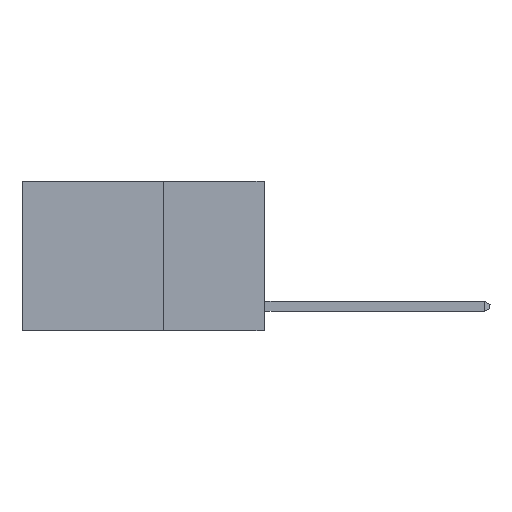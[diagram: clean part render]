
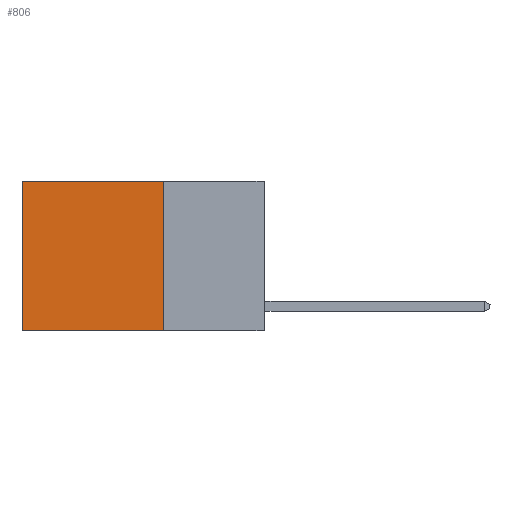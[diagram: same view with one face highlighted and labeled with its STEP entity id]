
A CAD part, left-side view. The second image highlights one B-rep face of the part: STEP entity #806.
In plain terms, the highlighted planar face has unit normal (-1, 0, 0).
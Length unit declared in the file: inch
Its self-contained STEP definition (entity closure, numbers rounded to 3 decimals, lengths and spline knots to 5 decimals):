
#806 = ADVANCED_FACE ( 'NONE', ( #1259 ), #7522, .F. ) ;
#858 = VECTOR ( 'NONE', #6310, 39.37008 ) ;
#1259 = FACE_OUTER_BOUND ( 'NONE', #1634, .T. ) ;
#1634 = EDGE_LOOP ( 'NONE', ( #8502, #13263, #3866, #3359 ) ) ;
#1778 = DIRECTION ( 'NONE',  ( 1., 0., 0. ) ) ;
#1890 = EDGE_CURVE ( 'NONE', #4092, #2887, #6780, .T. ) ;
#2354 = CARTESIAN_POINT ( 'NONE',  ( 0.2625, 0.25, -0.37 ) ) ;
#2760 = EDGE_CURVE ( 'NONE', #4092, #5107, #3606, .T. ) ;
#2880 = DIRECTION ( 'NONE',  ( 0., 0., -1. ) ) ;
#2887 = VERTEX_POINT ( 'NONE', #12779 ) ;
#3272 = CARTESIAN_POINT ( 'NONE',  ( 0.2625, 0.25, 0. ) ) ;
#3359 = ORIENTED_EDGE ( 'NONE', *, *, #2760, .T. ) ;
#3606 = LINE ( 'NONE', #10221, #13576 ) ;
#3645 = DIRECTION ( 'NONE',  ( 0., 0., -1. ) ) ;
#3866 = ORIENTED_EDGE ( 'NONE', *, *, #1890, .F. ) ;
#4092 = VERTEX_POINT ( 'NONE', #3272 ) ;
#5107 = VERTEX_POINT ( 'NONE', #6863 ) ;
#5118 = LINE ( 'NONE', #12499, #5818 ) ;
#5414 = VECTOR ( 'NONE', #6757, 39.37008 ) ;
#5818 = VECTOR ( 'NONE', #3645, 39.37008 ) ;
#5868 = DIRECTION ( 'NONE',  ( 0., 1., 0. ) ) ;
#5928 = LINE ( 'NONE', #2354, #5414 ) ;
#6310 = DIRECTION ( 'NONE',  ( 0., 0., -1. ) ) ;
#6757 = DIRECTION ( 'NONE',  ( 0., 1., 0. ) ) ;
#6780 = LINE ( 'NONE', #9220, #858 ) ;
#6863 = CARTESIAN_POINT ( 'NONE',  ( 0.2625, 0.6, 0. ) ) ;
#6906 = AXIS2_PLACEMENT_3D ( 'NONE', #11938, #1778, #2880 ) ;
#7522 = PLANE ( 'NONE',  #6906 ) ;
#7615 = VERTEX_POINT ( 'NONE', #13286 ) ;
#8502 = ORIENTED_EDGE ( 'NONE', *, *, #12509, .T. ) ;
#9220 = CARTESIAN_POINT ( 'NONE',  ( 0.2625, 0.25, 0. ) ) ;
#10221 = CARTESIAN_POINT ( 'NONE',  ( 0.2625, 0.25, 0. ) ) ;
#11938 = CARTESIAN_POINT ( 'NONE',  ( 0.2625, 0.25, 0. ) ) ;
#12499 = CARTESIAN_POINT ( 'NONE',  ( 0.2625, 0.6, 0. ) ) ;
#12509 = EDGE_CURVE ( 'NONE', #5107, #7615, #5118, .T. ) ;
#12779 = CARTESIAN_POINT ( 'NONE',  ( 0.2625, 0.25, -0.37 ) ) ;
#13263 = ORIENTED_EDGE ( 'NONE', *, *, #14355, .F. ) ;
#13286 = CARTESIAN_POINT ( 'NONE',  ( 0.2625, 0.6, -0.37 ) ) ;
#13576 = VECTOR ( 'NONE', #5868, 39.37008 ) ;
#14355 = EDGE_CURVE ( 'NONE', #2887, #7615, #5928, .T. ) ;
